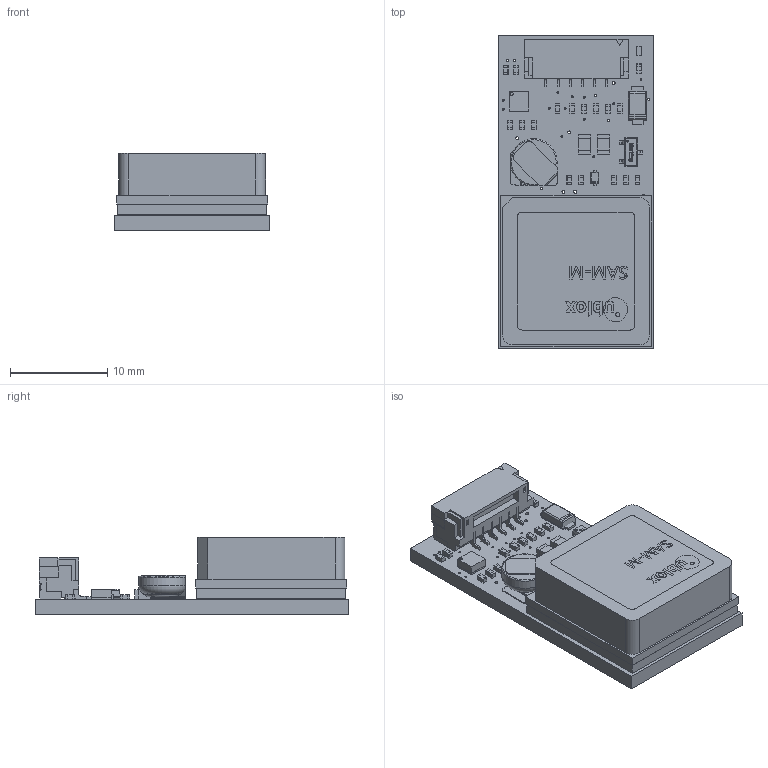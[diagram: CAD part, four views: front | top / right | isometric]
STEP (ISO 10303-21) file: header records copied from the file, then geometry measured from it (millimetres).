
FILE_DESCRIPTION(/* description */ (''),/* implementation_level */ '2;1');
FILE_NAME(/* name */ 'f5946358-f574-497e-bf44-92ea4d39c643.zip.stp',/* time_stamp */ '2024-05-15T16:56:11Z',/* author */ (''),/* organization */ (''),/* preprocessor_version */ 'ST-DEVELOPER v20',/* originating_system */ 'Autodesk Translation Framework v13.14.0.145',/* authorisation */ '');
FILE_SCHEMA (('AUTOMOTIVE_DESIGN { 1 0 10303 214 3 1 1 }'));
Length unit declared in the file: millimetre
Products named in the file (30): M10Q_NDAA_V1.0; Board; Packages; AP7375-33SA-7_DIO; CAPC2013X110N; DFLS240L7; Body; pins; DIONC1005X43N; term1; term2; body_1; MS421R; MS421R_bulk; 3132133J; 3130107J; SAMM10Q00B; SM06B-GHS-TB; SODFL1608X70N; Body (1); PinKIdent; PinK; PinA; XDCR_LIS3MDLTR; 0402; base; SolderPad; 0402_LED; FIDUCIAL_1MM; SMD1,27-2,54
Assembly tree (56 placements, depth 4):
  M10Q_NDAA_V1.0
    Board
    Packages
      0402  x13
        base
        SolderPad
      AP7375-33SA-7_DIO
      CAPC2013X110N  x2
      DFLS240L7
        Body
        pins
      DIONC1005X43N  x4
        term1
        term2
        body_1
      MS421R
        MS421R_bulk
        3132133J
        3130107J
      SAMM10Q00B
      SM06B-GHS-TB
      SODFL1608X70N
        Body (1)
        PinKIdent
        PinK
        PinA
      XDCR_LIS3MDLTR
      0402_LED
      FIDUCIAL_1MM  x2
      SMD1,27-2,54  x10
Bounding box: 16 x 32.26 x 7.92 mm (x, y, z)
Volume: 2320.7 mm3; surface area: 2851.8 mm2
Topology: 104 solids, 104 shells, 1774 faces, 4354 edges, 2806 vertices
Faces by surface type: plane 1242, cylinder 409, sphere 104, bspline 16, torus 3
Full cylindrical faces by diameter (mm): 0.2 x1, 0.203 x30, 0.305 x31, 0.32 x2, 3.8 x1, 4.8 x1
Entity records: 37052 total; most frequent: CARTESIAN_POINT 6787, ORIENTED_EDGE 5940, DIRECTION 5674, EDGE_CURVE 2970, LINE 2576, VECTOR 2576, VERTEX_POINT 2018, AXIS2_PLACEMENT_3D 1549
